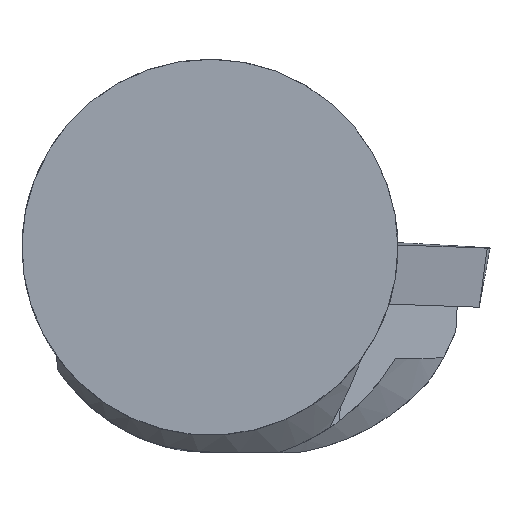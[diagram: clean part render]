
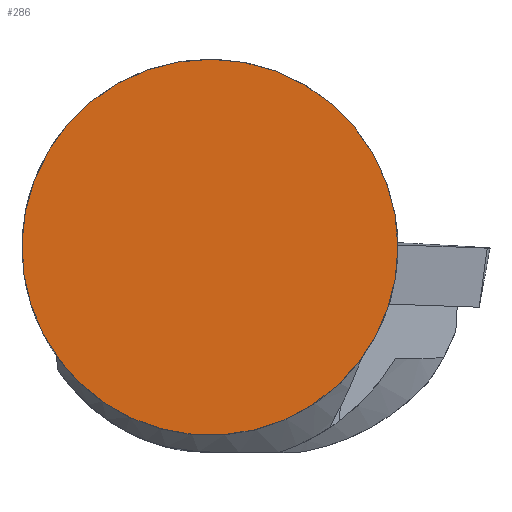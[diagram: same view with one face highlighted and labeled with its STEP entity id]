
A CAD part, top view. The second image highlights one B-rep face of the part: STEP entity #286.
In plain terms, the highlighted planar face has unit normal (0, 0, 1).
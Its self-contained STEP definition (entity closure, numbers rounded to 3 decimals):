
#286=ADVANCED_FACE('',(#347),#319,.T.);
#319=PLANE('',#906);
#347=FACE_OUTER_BOUND('',#379,.T.);
#379=EDGE_LOOP('',(#517));
#517=ORIENTED_EDGE('',*,*,#714,.F.);
#640=VERTEX_POINT('',#1333);
#714=EDGE_CURVE('',#640,#640,#773,.T.);
#773=CIRCLE('',#891,10.);
#891=AXIS2_PLACEMENT_3D('',#1332,#1024,#1025);
#906=AXIS2_PLACEMENT_3D('',#1469,#1061,#1062);
#1024=DIRECTION('',(0.,0.,-1.));
#1025=DIRECTION('',(1.,0.,0.));
#1061=DIRECTION('',(0.,0.,1.));
#1062=DIRECTION('',(1.,0.,0.));
#1332=CARTESIAN_POINT('',(0.,0.,0.));
#1333=CARTESIAN_POINT('',(10.,0.,0.));
#1469=CARTESIAN_POINT('',(0.,0.,0.));
